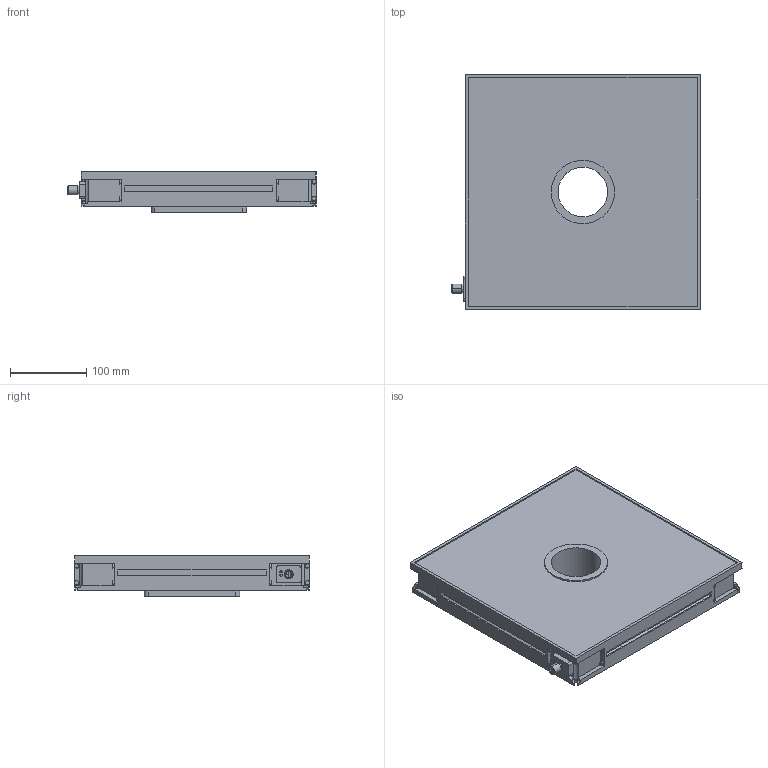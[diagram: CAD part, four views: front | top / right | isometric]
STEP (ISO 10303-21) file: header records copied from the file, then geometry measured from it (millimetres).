
FILE_DESCRIPTION (( 'STEP AP214' ), '1' );
FILE_NAME ('OPT2437 and OPT 2438.STEP', '2023-03-07T16:37:38', ( '' ), ( '' ), 'SwSTEP 2.0', 'SolidWorks 2021', '' );
FILE_SCHEMA (( 'AUTOMOTIVE_DESIGN' ));
Length unit declared in the file: inch
Products named in the file (1): OPT2437 and OPT 2438
Bounding box: 325.9 x 308 x 53.85 mm (x, y, z)
Volume: 3878489.9 mm3; surface area: 282553.1 mm2
Topology: 1 solids, 1 shells, 300 faces, 733 edges, 482 vertices
Faces by surface type: plane 155, cylinder 129, cone 16
Entity records: 8923 total; most frequent: DIRECTION 1617, CARTESIAN_POINT 1516, ORIENTED_EDGE 1466, EDGE_CURVE 733, AXIS2_PLACEMENT_3D 583, VERTEX_POINT 482, VECTOR 451, LINE 451
